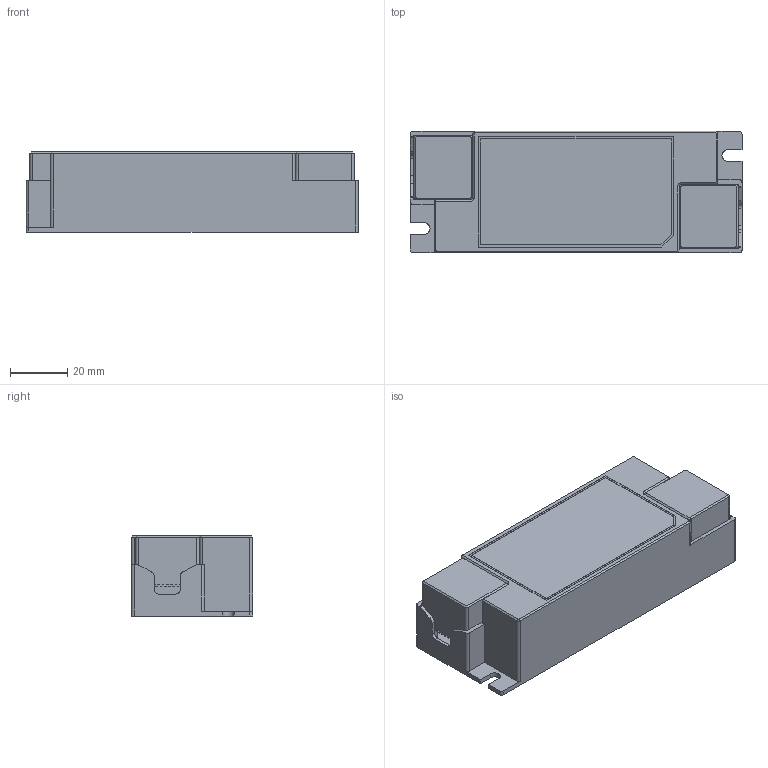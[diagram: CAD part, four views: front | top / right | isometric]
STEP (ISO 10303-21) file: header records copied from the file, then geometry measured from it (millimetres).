
FILE_DESCRIPTION(/* description */ (''),/* implementation_level */ '2;1');
FILE_NAME(/* name */ 'LS-30-~3',/* time_stamp */ '2023-06-01T08:42:27+08:00',/* author */ (''),/* organization */ (''),/* preprocessor_version */ 'ST-DEVELOPER v16.5',/* originating_system */ '',/* authorisation */ '');
FILE_SCHEMA (('AUTOMOTIVE_DESIGN'));
Length unit declared in the file: millimetre
Products named in the file (1): Document
Bounding box: 116 x 42.5 x 28 mm (x, y, z)
Volume: 112031.8 mm3; surface area: 27790.8 mm2
Topology: 3 solids, 3 shells, 262 faces, 730 edges, 476 vertices
Faces by surface type: plane 158, bspline 104
Entity records: 8017 total; most frequent: CARTESIAN_POINT 3522, ORIENTED_EDGE 1460, EDGE_CURVE 730, B_SPLINE_CURVE_WITH_KNOTS 534, VERTEX_POINT 476, EDGE_LOOP 264, ADVANCED_FACE 262, FACE_OUTER_BOUND 262
